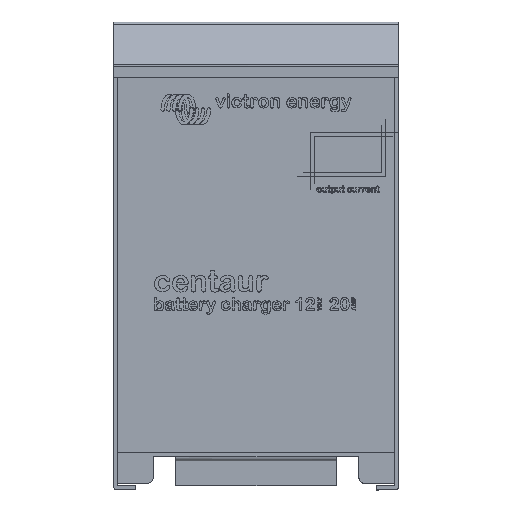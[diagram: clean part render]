
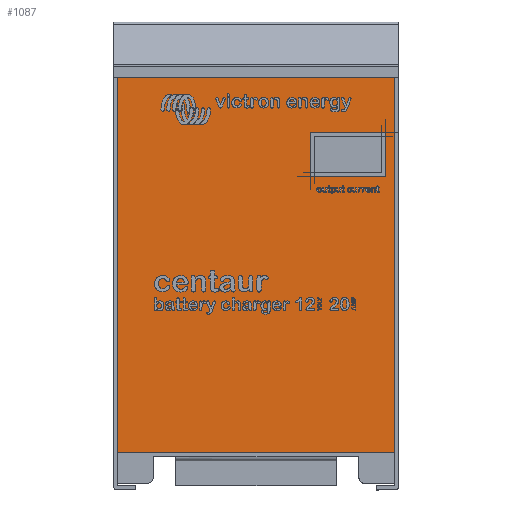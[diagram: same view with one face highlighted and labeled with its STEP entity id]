
A CAD part, front view. The second image highlights one B-rep face of the part: STEP entity #1087.
In plain terms, the highlighted planar face has unit normal (0, 1, 0).
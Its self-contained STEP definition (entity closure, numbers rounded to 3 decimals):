
#98=(
BOUNDED_CURVE()
B_SPLINE_CURVE(3,(#10167,#10168,#10169,#10170),.UNSPECIFIED.,.F.,.F.)
B_SPLINE_CURVE_WITH_KNOTS((4,4),(-396.441,-115.686),
 .UNSPECIFIED.)
CURVE()
GEOMETRIC_REPRESENTATION_ITEM()
RATIONAL_B_SPLINE_CURVE((1.,1.,1.,1.))
REPRESENTATION_ITEM('')
);
#99=(
BOUNDED_CURVE()
B_SPLINE_CURVE(3,(#10171,#10172,#10173,#10174),.UNSPECIFIED.,.F.,.F.)
B_SPLINE_CURVE_WITH_KNOTS((4,4),(115.686,396.441),
 .UNSPECIFIED.)
CURVE()
GEOMETRIC_REPRESENTATION_ITEM()
RATIONAL_B_SPLINE_CURVE((1.,1.,1.,1.))
REPRESENTATION_ITEM('')
);
#198=FACE_BOUND('',#1402,.T.);
#1087=ADVANCED_FACE('',(#1238,#198),#5931,.T.);
#1238=FACE_OUTER_BOUND('',#1401,.T.);
#1401=EDGE_LOOP('',(#2157,#2158,#2159,#2160,#2161,#2162));
#1402=EDGE_LOOP('',(#2163,#2164,#2165,#2166));
#2157=ORIENTED_EDGE('',*,*,#3305,.F.);
#2158=ORIENTED_EDGE('',*,*,#3307,.F.);
#2159=ORIENTED_EDGE('',*,*,#3228,.F.);
#2160=ORIENTED_EDGE('',*,*,#3215,.F.);
#2161=ORIENTED_EDGE('',*,*,#3230,.F.);
#2162=ORIENTED_EDGE('',*,*,#3308,.F.);
#2163=ORIENTED_EDGE('',*,*,#3312,.T.);
#2164=ORIENTED_EDGE('',*,*,#3309,.T.);
#2165=ORIENTED_EDGE('',*,*,#3310,.T.);
#2166=ORIENTED_EDGE('',*,*,#3311,.T.);
#3215=EDGE_CURVE('',#5266,#5251,#4281,.T.);
#3228=EDGE_CURVE('',#5251,#5270,#4291,.T.);
#3230=EDGE_CURVE('',#5271,#5266,#4293,.T.);
#3305=EDGE_CURVE('',#5285,#5315,#4327,.T.);
#3307=EDGE_CURVE('',#5270,#5285,#98,.T.);
#3308=EDGE_CURVE('',#5315,#5271,#99,.T.);
#3309=EDGE_CURVE('',#5324,#5325,#4328,.T.);
#3310=EDGE_CURVE('',#5325,#5326,#4329,.T.);
#3311=EDGE_CURVE('',#5326,#5327,#4330,.T.);
#3312=EDGE_CURVE('',#5327,#5324,#4331,.T.);
#4281=B_SPLINE_CURVE_WITH_KNOTS('',1,(#9852,#9853),.UNSPECIFIED.,.F.,.F.,
(2,2),(-0.75,155.25),.UNSPECIFIED.);
#4291=B_SPLINE_CURVE_WITH_KNOTS('',1,(#9901,#9902,#9903),.UNSPECIFIED.,
 .F.,.F.,(2,1,2),(-147.413,66.,68.696),.UNSPECIFIED.);
#4293=B_SPLINE_CURVE_WITH_KNOTS('',1,(#9906,#9907,#9908),.UNSPECIFIED.,
 .F.,.F.,(2,1,2),(-68.696,-66.,147.413),.UNSPECIFIED.);
#4327=B_SPLINE_CURVE_WITH_KNOTS('',1,(#10159,#10160,#10161,#10162),
 .UNSPECIFIED.,.F.,.F.,(2,1,1,2),(-155.25,0.75,155.25,310.5),
 .UNSPECIFIED.);
#4328=B_SPLINE_CURVE_WITH_KNOTS('',1,(#10175,#10176),.UNSPECIFIED.,.F.,
 .F.,(2,2),(-91.5,-66.75),.UNSPECIFIED.);
#4329=B_SPLINE_CURVE_WITH_KNOTS('',1,(#10177,#10178),.UNSPECIFIED.,.F.,
 .F.,(2,2),(-66.75,-24.75),.UNSPECIFIED.);
#4330=B_SPLINE_CURVE_WITH_KNOTS('',1,(#10179,#10180),.UNSPECIFIED.,.F.,
 .F.,(2,2),(-24.75,0.),.UNSPECIFIED.);
#4331=B_SPLINE_CURVE_WITH_KNOTS('',1,(#10181,#10182),.UNSPECIFIED.,.F.,
 .F.,(2,2),(0.,42.),.UNSPECIFIED.);
#5251=VERTEX_POINT('',#9595);
#5266=VERTEX_POINT('',#9610);
#5270=VERTEX_POINT('',#9614);
#5271=VERTEX_POINT('',#9615);
#5285=VERTEX_POINT('',#9629);
#5315=VERTEX_POINT('',#9659);
#5324=VERTEX_POINT('',#9668);
#5325=VERTEX_POINT('',#9669);
#5326=VERTEX_POINT('',#9670);
#5327=VERTEX_POINT('',#9671);
#5931=PLANE('',#6080);
#6080=AXIS2_PLACEMENT_3D('',#9445,#6213,$);
#6213=DIRECTION('',(0.,1.,0.));
#9445=CARTESIAN_POINT('',(-124.812,-106.499,-0.077));
#9595=CARTESIAN_POINT('',(-104.,-106.5,312.94));
#9610=CARTESIAN_POINT('',(104.,-106.5,312.94));
#9614=CARTESIAN_POINT('',(-104.,-106.501,309.145));
#9615=CARTESIAN_POINT('',(104.,-106.501,309.145));
#9629=CARTESIAN_POINT('',(-104.,-106.5,28.39));
#9659=CARTESIAN_POINT('',(104.,-106.5,28.39));
#9668=CARTESIAN_POINT('',(97.,-106.499,234.74));
#9669=CARTESIAN_POINT('',(97.,-106.499,267.74));
#9670=CARTESIAN_POINT('',(41.,-106.499,267.74));
#9671=CARTESIAN_POINT('',(41.,-106.499,234.74));
#9852=CARTESIAN_POINT('',(104.,-106.5,312.94));
#9853=CARTESIAN_POINT('',(-104.,-106.5,312.94));
#9901=CARTESIAN_POINT('',(-104.,-106.5,312.94));
#9902=CARTESIAN_POINT('',(-104.,-106.5,312.74));
#9903=CARTESIAN_POINT('',(-104.,-106.501,309.145));
#9906=CARTESIAN_POINT('',(104.,-106.501,309.145));
#9907=CARTESIAN_POINT('',(104.,-106.5,312.74));
#9908=CARTESIAN_POINT('',(104.,-106.5,312.94));
#10159=CARTESIAN_POINT('',(-104.,-106.5,28.39));
#10160=CARTESIAN_POINT('',(-103.,-106.5,28.39));
#10161=CARTESIAN_POINT('',(103.,-106.5,28.39));
#10162=CARTESIAN_POINT('',(104.,-106.5,28.39));
#10167=CARTESIAN_POINT('',(-104.,-106.501,309.145));
#10168=CARTESIAN_POINT('',(-104.,-106.501,215.561));
#10169=CARTESIAN_POINT('',(-104.,-106.501,121.974));
#10170=CARTESIAN_POINT('',(-104.,-106.5,28.39));
#10171=CARTESIAN_POINT('',(104.,-106.5,28.39));
#10172=CARTESIAN_POINT('',(104.,-106.501,121.974));
#10173=CARTESIAN_POINT('',(104.,-106.501,215.561));
#10174=CARTESIAN_POINT('',(104.,-106.501,309.145));
#10175=CARTESIAN_POINT('',(97.,-106.499,234.74));
#10176=CARTESIAN_POINT('',(97.,-106.499,267.74));
#10177=CARTESIAN_POINT('',(97.,-106.499,267.74));
#10178=CARTESIAN_POINT('',(41.,-106.499,267.74));
#10179=CARTESIAN_POINT('',(41.,-106.499,267.74));
#10180=CARTESIAN_POINT('',(41.,-106.499,234.74));
#10181=CARTESIAN_POINT('',(41.,-106.499,234.74));
#10182=CARTESIAN_POINT('',(97.,-106.499,234.74));
